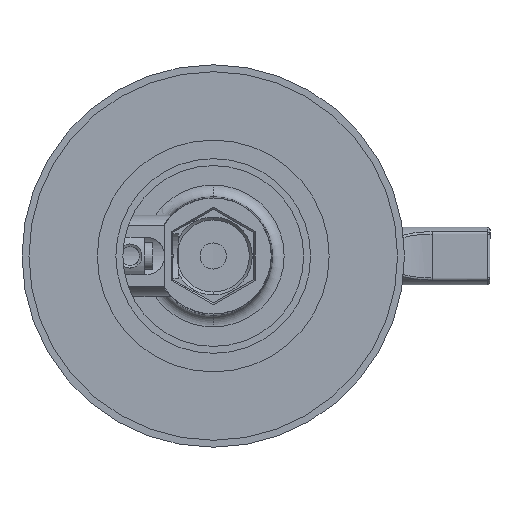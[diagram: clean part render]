
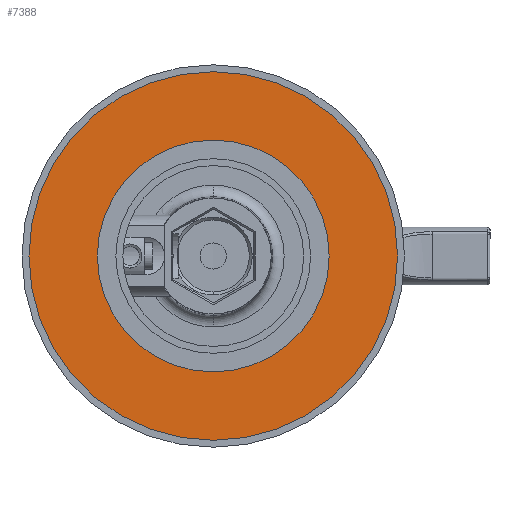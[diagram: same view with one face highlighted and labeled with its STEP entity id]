
A CAD part, front view. The second image highlights one B-rep face of the part: STEP entity #7388.
In plain terms, the highlighted planar face has unit normal (0, -1, 0).
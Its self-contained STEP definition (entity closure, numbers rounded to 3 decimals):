
#106 = EDGE_CURVE ( 'NONE', #340, #340, #4384, .T. ) ;
#198 = CARTESIAN_POINT ( 'NONE',  ( 0., 91.064, 0. ) ) ;
#259 = AXIS2_PLACEMENT_3D ( 'NONE', #529, #3007, #1175 ) ;
#340 = VERTEX_POINT ( 'NONE', #943 ) ;
#529 = CARTESIAN_POINT ( 'NONE',  ( -20., 91.064, 0. ) ) ;
#767 = ORIENTED_EDGE ( 'NONE', *, *, #7306, .F. ) ;
#903 = AXIS2_PLACEMENT_3D ( 'NONE', #198, #5704, #5119 ) ;
#943 = CARTESIAN_POINT ( 'NONE',  ( 0., 91.064, 20. ) ) ;
#982 = ORIENTED_EDGE ( 'NONE', *, *, #106, .T. ) ;
#1014 = CARTESIAN_POINT ( 'NONE',  ( 0., 91.064, 0. ) ) ;
#1175 = DIRECTION ( 'NONE',  ( 0., 0., -1. ) ) ;
#1216 = PLANE ( 'NONE',  #259 ) ;
#2188 = EDGE_LOOP ( 'NONE', ( #767 ) ) ;
#3007 = DIRECTION ( 'NONE',  ( 0., -1., 0. ) ) ;
#3360 = CIRCLE ( 'NONE', #7244, 31.8 ) ;
#3875 = CARTESIAN_POINT ( 'NONE',  ( 0., 91.064, 31.8 ) ) ;
#4384 = CIRCLE ( 'NONE', #903, 20. ) ;
#4625 = DIRECTION ( 'NONE',  ( 0., 1., 0. ) ) ;
#5119 = DIRECTION ( 'NONE',  ( 0., 0., 1. ) ) ;
#5593 = FACE_BOUND ( 'NONE', #7435, .T. ) ;
#5704 = DIRECTION ( 'NONE',  ( 0., 1., 0. ) ) ;
#5962 = DIRECTION ( 'NONE',  ( 0., 0., 1. ) ) ;
#6239 = VERTEX_POINT ( 'NONE', #3875 ) ;
#7244 = AXIS2_PLACEMENT_3D ( 'NONE', #1014, #4625, #5962 ) ;
#7306 = EDGE_CURVE ( 'NONE', #6239, #6239, #3360, .T. ) ;
#7388 = ADVANCED_FACE ( 'NONE', ( #5593, #7453 ), #1216, .T. ) ;
#7435 = EDGE_LOOP ( 'NONE', ( #982 ) ) ;
#7453 = FACE_OUTER_BOUND ( 'NONE', #2188, .T. ) ;
